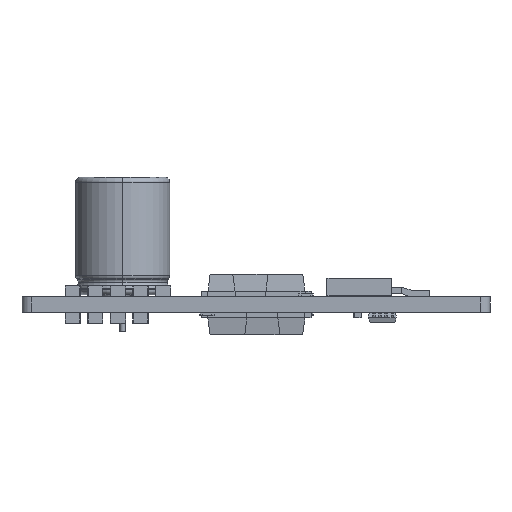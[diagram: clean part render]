
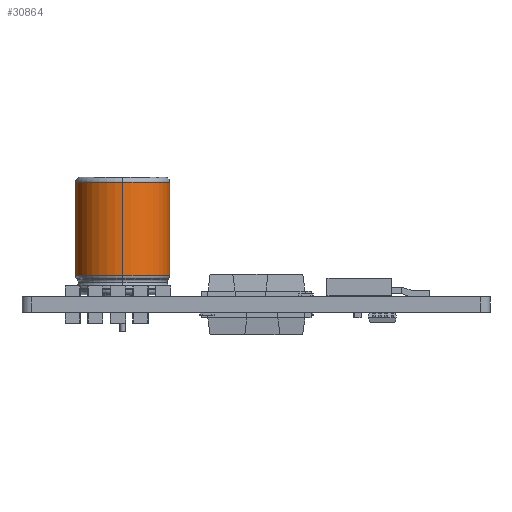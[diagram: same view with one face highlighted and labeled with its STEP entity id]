
A CAD part, left-side view. The second image highlights one B-rep face of the part: STEP entity #30864.
In plain terms, the highlighted cylindrical face has radius 5.025 mm (diameter 10.051 mm), a partial arc.
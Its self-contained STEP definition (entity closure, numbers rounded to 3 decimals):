
#30834 = EDGE_CURVE('',#30835,#30837,#30839,.T.);
#30835 = VERTEX_POINT('',#30836);
#30836 = CARTESIAN_POINT('',(0.,2.52,5.025)
  );
#30837 = VERTEX_POINT('',#30838);
#30838 = CARTESIAN_POINT('',(0.,2.52,-5.025)
  );
#30839 = CIRCLE('',#30840,5.025);
#30840 = AXIS2_PLACEMENT_3D('',#30841,#30842,#30843);
#30841 = CARTESIAN_POINT('',(0.,2.52,0.
    ));
#30842 = DIRECTION('',(0.,-1.,0.));
#30843 = DIRECTION('',(1.,0.,0.));
#30864 = ADVANCED_FACE('',(#30865),#30891,.T.);
#30865 = FACE_BOUND('',#30866,.T.);
#30866 = EDGE_LOOP('',(#30867,#30878,#30884,#30885));
#30867 = ORIENTED_EDGE('',*,*,#30868,.T.);
#30868 = EDGE_CURVE('',#30869,#30871,#30873,.T.);
#30869 = VERTEX_POINT('',#30870);
#30870 = CARTESIAN_POINT('',(0.,12.5,5.025));
#30871 = VERTEX_POINT('',#30872);
#30872 = CARTESIAN_POINT('',(0.,12.5,-5.025));
#30873 = CIRCLE('',#30874,5.025);
#30874 = AXIS2_PLACEMENT_3D('',#30875,#30876,#30877);
#30875 = CARTESIAN_POINT('',(0.,12.5,0.));
#30876 = DIRECTION('',(0.,-1.,0.));
#30877 = DIRECTION('',(1.,0.,0.));
#30878 = ORIENTED_EDGE('',*,*,#30879,.F.);
#30879 = EDGE_CURVE('',#30837,#30871,#30880,.T.);
#30880 = LINE('',#30881,#30882);
#30881 = CARTESIAN_POINT('',(0.,12.922,
    -5.025));
#30882 = VECTOR('',#30883,1.);
#30883 = DIRECTION('',(0.,1.,0.));
#30884 = ORIENTED_EDGE('',*,*,#30834,.F.);
#30885 = ORIENTED_EDGE('',*,*,#30886,.F.);
#30886 = EDGE_CURVE('',#30869,#30835,#30887,.T.);
#30887 = LINE('',#30888,#30889);
#30888 = CARTESIAN_POINT('',(0.,12.922,5.025)
  );
#30889 = VECTOR('',#30890,1.);
#30890 = DIRECTION('',(0.,-1.,0.));
#30891 = CYLINDRICAL_SURFACE('',#30892,5.025);
#30892 = AXIS2_PLACEMENT_3D('',#30893,#30894,#30895);
#30893 = CARTESIAN_POINT('',(0.,12.922,0.));
#30894 = DIRECTION('',(0.,1.,0.));
#30895 = DIRECTION('',(1.,0.,0.));
